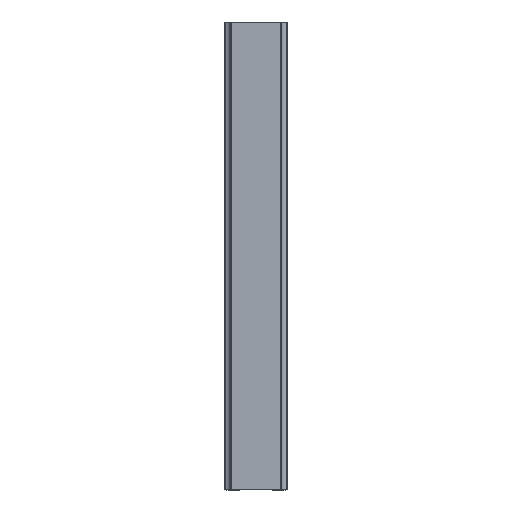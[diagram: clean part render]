
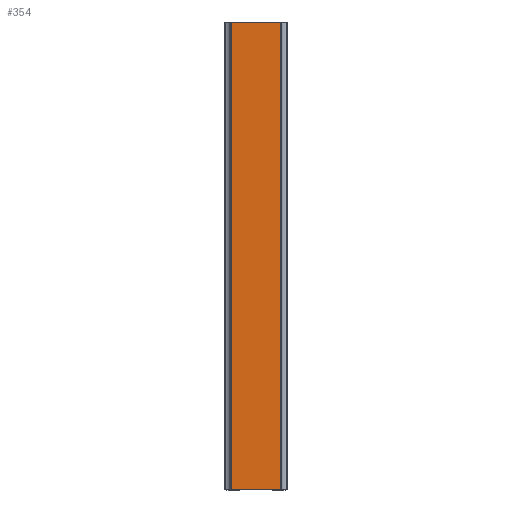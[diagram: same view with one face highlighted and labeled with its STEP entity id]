
A CAD part, top view. The second image highlights one B-rep face of the part: STEP entity #354.
In plain terms, the highlighted planar face has unit normal (0, 0, 1).
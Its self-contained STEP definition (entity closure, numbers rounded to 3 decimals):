
#354=ADVANCED_FACE('',(#731),#732,.T.);
#731=FACE_OUTER_BOUND('',#1127,.T.);
#732=PLANE('',#1128);
#1127=EDGE_LOOP('',(#2206,#2207,#2208,#2209));
#1128=AXIS2_PLACEMENT_3D('',#2210,#2211,#2212);
#2206=ORIENTED_EDGE('',*,*,#2762,.T.);
#2207=ORIENTED_EDGE('',*,*,#2848,.F.);
#2208=ORIENTED_EDGE('',*,*,#2624,.T.);
#2209=ORIENTED_EDGE('',*,*,#2846,.T.);
#2210=CARTESIAN_POINT('',(0.,250.0,29.));
#2211=DIRECTION('',(0.0,0.0,1.0));
#2212=DIRECTION('',(-1.0,0.0,0.0));
#2624=EDGE_CURVE('',#3220,#3218,#3221,.T.);
#2762=EDGE_CURVE('',#3451,#3449,#3452,.T.);
#2846=EDGE_CURVE('',#3218,#3451,#3558,.T.);
#2848=EDGE_CURVE('',#3220,#3449,#3560,.T.);
#3218=VERTEX_POINT('',#4069);
#3220=VERTEX_POINT('',#4072);
#3221=LINE('',#4073,#4074);
#3449=VERTEX_POINT('',#4392);
#3451=VERTEX_POINT('',#4395);
#3452=LINE('',#4396,#4397);
#3558=LINE('',#4539,#4540);
#3560=LINE('',#4542,#4543);
#4069=CARTESIAN_POINT('',(-13.251,250.0,29.));
#4072=CARTESIAN_POINT('',(13.251,250.0,29.));
#4073=CARTESIAN_POINT('',(13.251,250.0,29.));
#4074=VECTOR('',#4809,1.0);
#4392=CARTESIAN_POINT('',(13.251,0.0,29.));
#4395=CARTESIAN_POINT('',(-13.251,0.0,29.));
#4396=CARTESIAN_POINT('',(13.251,0.0,29.));
#4397=VECTOR('',#4967,1.0);
#4539=CARTESIAN_POINT('',(-13.251,250.0,29.));
#4540=VECTOR('',#5055,1.0);
#4542=CARTESIAN_POINT('',(13.251,250.0,29.));
#4543=VECTOR('',#5056,1.0);
#4809=DIRECTION('',(-1.0,0.0,0.0));
#4967=DIRECTION('',(1.0,0.0,0.0));
#5055=DIRECTION('',(0.0,-1.0,0.0));
#5056=DIRECTION('',(0.0,-1.0,0.0));
